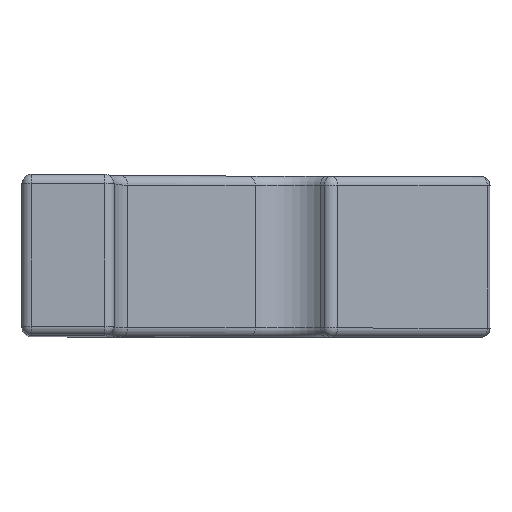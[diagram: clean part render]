
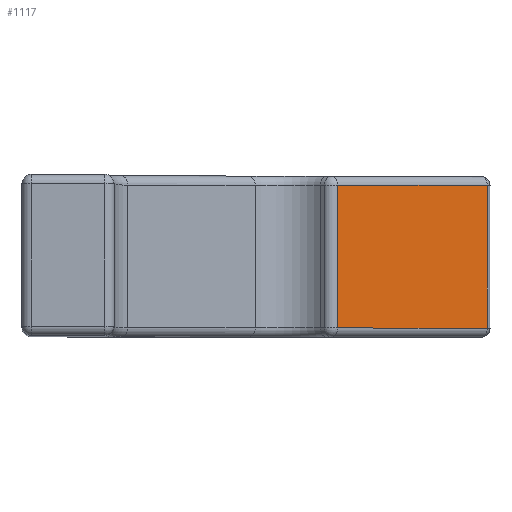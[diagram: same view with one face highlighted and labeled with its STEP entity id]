
A CAD part, top view. The second image highlights one B-rep face of the part: STEP entity #1117.
In plain terms, the highlighted planar face has unit normal (0.707, 0, 0.707).
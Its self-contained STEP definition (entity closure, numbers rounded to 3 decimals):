
#30=PLANE('',#1250);
#77=LINE('',#1775,#181);
#79=LINE('',#1778,#183);
#84=LINE('',#1785,#188);
#86=LINE('',#1788,#190);
#181=VECTOR('',#1442,10.);
#183=VECTOR('',#1446,10.);
#188=VECTOR('',#1455,10.);
#190=VECTOR('',#1459,10.);
#338=FACE_OUTER_BOUND('',#412,.T.);
#412=EDGE_LOOP('',(#934,#935,#936,#937));
#532=VERTEX_POINT('',#1732);
#535=VERTEX_POINT('',#1739);
#540=VERTEX_POINT('',#1758);
#544=VERTEX_POINT('',#1766);
#653=EDGE_CURVE('',#540,#544,#77,.T.);
#655=EDGE_CURVE('',#544,#535,#79,.T.);
#660=EDGE_CURVE('',#532,#540,#84,.T.);
#662=EDGE_CURVE('',#535,#532,#86,.T.);
#934=ORIENTED_EDGE('',*,*,#653,.F.);
#935=ORIENTED_EDGE('',*,*,#660,.F.);
#936=ORIENTED_EDGE('',*,*,#662,.F.);
#937=ORIENTED_EDGE('',*,*,#655,.F.);
#1117=ADVANCED_FACE('',(#338),#30,.T.);
#1250=AXIS2_PLACEMENT_3D('',#1865,#1533,#1534);
#1442=DIRECTION('',(0.,1.,0.));
#1446=DIRECTION('',(0.707,0.,-0.707));
#1455=DIRECTION('',(-0.707,0.,0.707));
#1459=DIRECTION('',(0.,-1.,0.));
#1533=DIRECTION('center_axis',(0.707,0.,0.707));
#1534=DIRECTION('ref_axis',(-0.707,0.,0.707));
#1732=CARTESIAN_POINT('',(-237.676,-14.65,160.247));
#1739=CARTESIAN_POINT('',(-237.676,-5.35,160.247));
#1758=CARTESIAN_POINT('',(-247.434,-14.65,170.005));
#1766=CARTESIAN_POINT('',(-247.434,-5.35,170.005));
#1775=CARTESIAN_POINT('',(-247.434,-4.75,170.005));
#1778=CARTESIAN_POINT('',(-260.983,-5.35,183.554));
#1785=CARTESIAN_POINT('',(-247.858,-14.65,170.429));
#1788=CARTESIAN_POINT('',(-237.676,-4.75,160.247));
#1865=CARTESIAN_POINT('Origin',(-237.251,-4.75,159.822));
